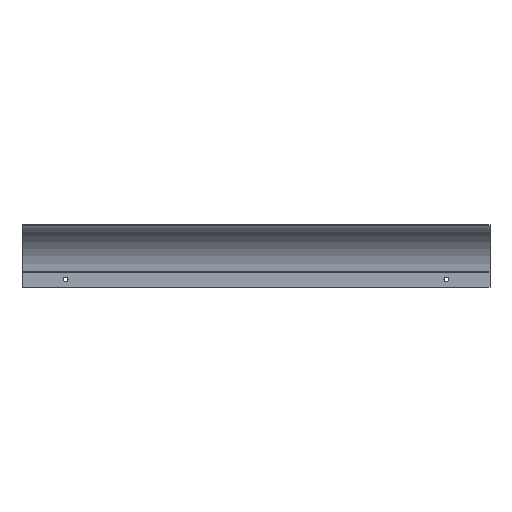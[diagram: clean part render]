
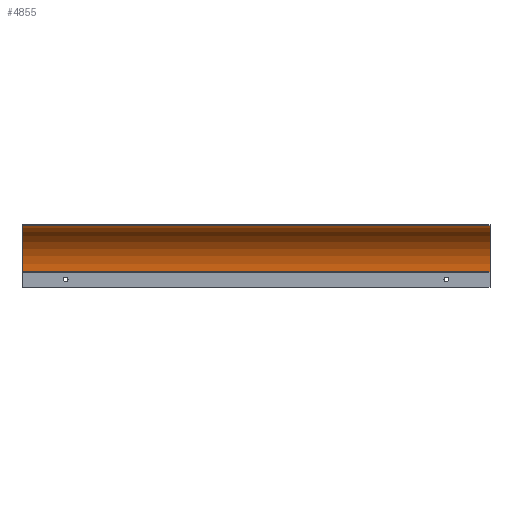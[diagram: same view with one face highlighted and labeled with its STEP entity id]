
A CAD part, front view. The second image highlights one B-rep face of the part: STEP entity #4855.
In plain terms, the highlighted cylindrical face has radius 29.5 mm (diameter 59.001 mm), a partial arc.
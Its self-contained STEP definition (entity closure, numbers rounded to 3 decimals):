
#369 = DIRECTION ( 'NONE',  ( 1., 0., 0. ) ) ;
#604 = AXIS2_PLACEMENT_3D ( 'NONE', #3706, #3796, #2751 ) ;
#689 = VERTEX_POINT ( 'NONE', #2232 ) ;
#964 = EDGE_CURVE ( 'NONE', #689, #6494, #3818, .T. ) ;
#1127 = ORIENTED_EDGE ( 'NONE', *, *, #3789, .T. ) ;
#1378 = CARTESIAN_POINT ( 'NONE',  ( -10., 266., -29.5 ) ) ;
#1518 = AXIS2_PLACEMENT_3D ( 'NONE', #1378, #2854, #3379 ) ;
#2202 = DIRECTION ( 'NONE',  ( -1., 0., 0. ) ) ;
#2222 = VECTOR ( 'NONE', #369, 1000. ) ;
#2232 = CARTESIAN_POINT ( 'NONE',  ( 290., 266., 0. ) ) ;
#2284 = CARTESIAN_POINT ( 'NONE',  ( -10., 266., -29.5 ) ) ;
#2701 = CIRCLE ( 'NONE', #4320, 29.5 ) ;
#2741 = CIRCLE ( 'NONE', #604, 29.5 ) ;
#2751 = DIRECTION ( 'NONE',  ( 0., 0., -1. ) ) ;
#2854 = DIRECTION ( 'NONE',  ( 1., 0., 0. ) ) ;
#3105 = LINE ( 'NONE', #3946, #2222 ) ;
#3160 = VECTOR ( 'NONE', #2202, 1000. ) ;
#3248 = FACE_OUTER_BOUND ( 'NONE', #6449, .T. ) ;
#3271 = CARTESIAN_POINT ( 'NONE',  ( 290., 295.5, -29.493 ) ) ;
#3379 = DIRECTION ( 'NONE',  ( 0., 0., -1. ) ) ;
#3502 = CYLINDRICAL_SURFACE ( 'NONE', #1518, 29.5 ) ;
#3706 = CARTESIAN_POINT ( 'NONE',  ( 290., 266., -29.5 ) ) ;
#3761 = DIRECTION ( 'NONE',  ( -1., 0., 0. ) ) ;
#3789 = EDGE_CURVE ( 'NONE', #5071, #5840, #3105, .T. ) ;
#3796 = DIRECTION ( 'NONE',  ( -1., 0., 0. ) ) ;
#3806 = ORIENTED_EDGE ( 'NONE', *, *, #964, .T. ) ;
#3818 = LINE ( 'NONE', #4280, #3160 ) ;
#3946 = CARTESIAN_POINT ( 'NONE',  ( -10., 295.5, -29.493 ) ) ;
#4065 = EDGE_CURVE ( 'NONE', #6494, #5071, #2701, .T. ) ;
#4244 = DIRECTION ( 'NONE',  ( 0., 0., -1. ) ) ;
#4280 = CARTESIAN_POINT ( 'NONE',  ( 0., 266., 0. ) ) ;
#4281 = CARTESIAN_POINT ( 'NONE',  ( -10., 295.5, -29.493 ) ) ;
#4320 = AXIS2_PLACEMENT_3D ( 'NONE', #2284, #3761, #4244 ) ;
#4544 = ORIENTED_EDGE ( 'NONE', *, *, #5802, .F. ) ;
#4855 = ADVANCED_FACE ( 'NONE', ( #3248 ), #3502, .F. ) ;
#5071 = VERTEX_POINT ( 'NONE', #4281 ) ;
#5167 = ORIENTED_EDGE ( 'NONE', *, *, #4065, .T. ) ;
#5802 = EDGE_CURVE ( 'NONE', #689, #5840, #2741, .T. ) ;
#5840 = VERTEX_POINT ( 'NONE', #3271 ) ;
#6153 = CARTESIAN_POINT ( 'NONE',  ( -10., 266., 0. ) ) ;
#6449 = EDGE_LOOP ( 'NONE', ( #4544, #3806, #5167, #1127 ) ) ;
#6494 = VERTEX_POINT ( 'NONE', #6153 ) ;
